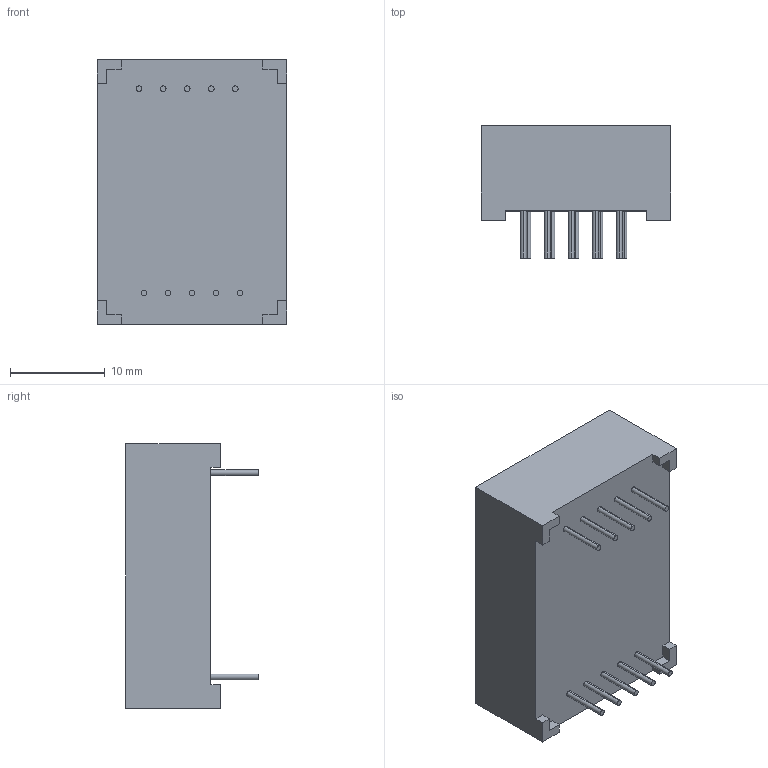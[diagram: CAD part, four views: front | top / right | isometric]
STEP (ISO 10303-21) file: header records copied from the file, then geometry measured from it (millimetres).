
FILE_DESCRIPTION (( 'STEP AP203' ), '1' );
FILE_NAME ('7SEGMENT-08inch.STEP', '2025-01-16T16:23:38', ( '' ), ( '' ), 'SwSTEP 2.0', 'SolidWorks 2024', '' );
FILE_SCHEMA (( 'CONFIG_CONTROL_DESIGN' ));
Length unit declared in the file: millimetre
Products named in the file (1): 7SEGMENT-08inch
Bounding box: 20 x 14 x 28 mm (x, y, z)
Volume: 5070.1 mm3; surface area: 2118.2 mm2
Topology: 1 solids, 1 shells, 56 faces, 132 edges, 88 vertices
Faces by surface type: plane 36, cylinder 20
Entity records: 1693 total; most frequent: DIRECTION 286, CARTESIAN_POINT 277, ORIENTED_EDGE 264, EDGE_CURVE 132, AXIS2_PLACEMENT_3D 97, VECTOR 92, LINE 92, VERTEX_POINT 88
